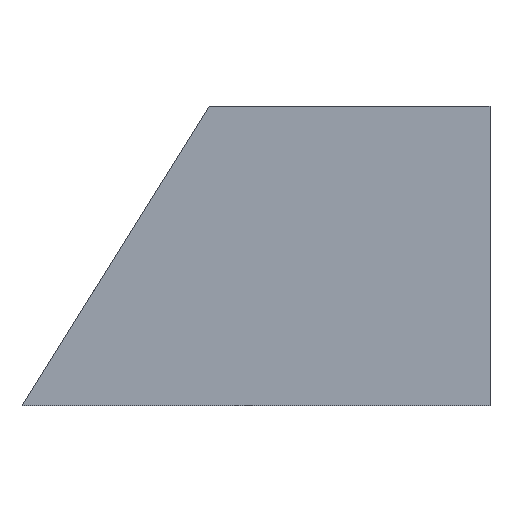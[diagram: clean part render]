
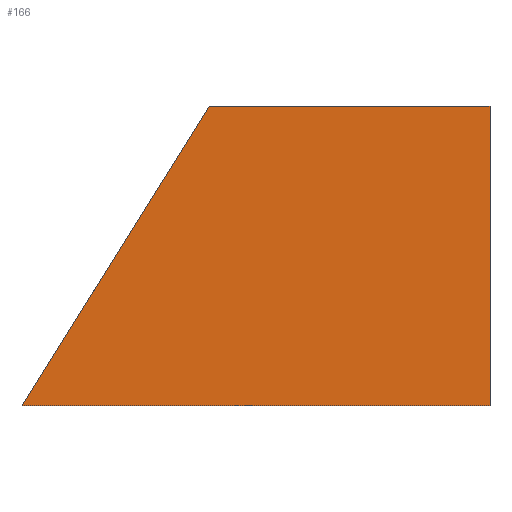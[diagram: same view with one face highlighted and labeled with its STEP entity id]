
A CAD part, left-side view. The second image highlights one B-rep face of the part: STEP entity #166.
In plain terms, the highlighted planar face has unit normal (-1, 0, 0).
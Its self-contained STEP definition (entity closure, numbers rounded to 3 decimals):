
#40=CARTESIAN_POINT('Vertex',(0.,0.,0.)) ;
#45=CARTESIAN_POINT('Line Origine',(0.,63.5,0.)) ;
#49=CARTESIAN_POINT('Vertex',(0.,127.,0.)) ;
#76=CARTESIAN_POINT('Line Origine',(0.,101.6,40.64)) ;
#80=CARTESIAN_POINT('Vertex',(0.,76.2,81.28)) ;
#107=CARTESIAN_POINT('Line Origine',(0.,38.1,81.28)) ;
#111=CARTESIAN_POINT('Vertex',(0.,0.,81.28)) ;
#138=CARTESIAN_POINT('Line Origine',(0.,0.,40.64)) ;
#155=CARTESIAN_POINT('Axis2P3D Location',(0.,0.,0.)) ;
#47=VECTOR('Line Direction',#46,1.) ;
#78=VECTOR('Line Direction',#77,1.) ;
#109=VECTOR('Line Direction',#108,1.) ;
#140=VECTOR('Line Direction',#139,1.) ;
#46=DIRECTION('Vector Direction',(0.,-1.,0.)) ;
#77=DIRECTION('Vector Direction',(0.,0.53,-0.848)) ;
#108=DIRECTION('Vector Direction',(0.,1.,0.)) ;
#139=DIRECTION('Vector Direction',(0.,0.,1.)) ;
#156=DIRECTION('Axis2P3D Direction',(1.,0.,0.)) ;
#157=DIRECTION('Axis2P3D XDirection',(0.,1.,0.)) ;
#158=AXIS2_PLACEMENT_3D('Plane Axis2P3D',#155,#156,#157) ;
#48=LINE('Line',#45,#47) ;
#79=LINE('Line',#76,#78) ;
#110=LINE('Line',#107,#109) ;
#141=LINE('Line',#138,#140) ;
#159=PLANE('',#158) ;
#51=EDGE_CURVE('',#41,#50,#48,.F.) ;
#82=EDGE_CURVE('',#50,#81,#79,.F.) ;
#113=EDGE_CURVE('',#81,#112,#110,.F.) ;
#142=EDGE_CURVE('',#112,#41,#141,.F.) ;
#161=ORIENTED_EDGE('',*,*,#142,.F.) ;
#162=ORIENTED_EDGE('',*,*,#113,.F.) ;
#163=ORIENTED_EDGE('',*,*,#82,.F.) ;
#164=ORIENTED_EDGE('',*,*,#51,.F.) ;
#160=EDGE_LOOP('',(#161,#162,#163,#164)) ;
#41=VERTEX_POINT('',#40) ;
#50=VERTEX_POINT('',#49) ;
#81=VERTEX_POINT('',#80) ;
#112=VERTEX_POINT('',#111) ;
#166=ADVANCED_FACE('PartBody',(#165),#159,.F.) ;
#165=FACE_OUTER_BOUND('',#160,.T.) ;
